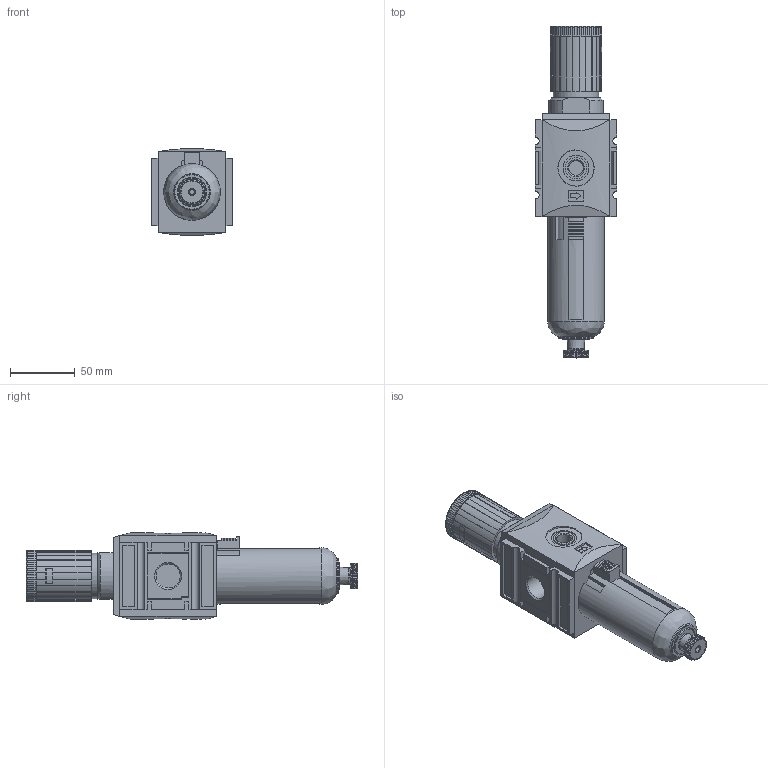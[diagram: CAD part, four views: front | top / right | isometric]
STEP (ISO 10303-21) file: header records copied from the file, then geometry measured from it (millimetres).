
FILE_DESCRIPTION( ( 'STEP AP214' ), ' ' );
FILE_NAME( '92102.EE30.stp', '2016-12-05T13:41:52', ( '' ), ( '' ), ' ', 'PARTsolutions', ' ' );
FILE_SCHEMA( ( 'AUTOMOTIVE_DESIGN { 1 0 10303 214 1 1 1 1 }' ) );
Length unit declared in the file: millimetre
Products named in the file (4): 92102.EE30; _FU 814G 1/2000-1; _FU 814-3; _FU 814_0
Assembly tree (3 placements, depth 2):
  92102.EE30
    _FU 814G 1/2000-1
    _FU 814-3
    _FU 814_0
Bounding box: 63 x 257 x 67.13 mm (x, y, z)
Volume: 513086.5 mm3; surface area: 66151.5 mm2
Topology: 3 solids, 3 shells, 606 faces, 1612 edges, 1052 vertices
Faces by surface type: plane 299, cylinder 230, torus 56, cone 20, bspline 1
Full cylindrical faces by diameter (mm): 4 x1, 9.728 x1, 11.445 x1, 16.5 x2, 18.631 x2, 19.8 x2, 20 x1, 22 x1, 23 x1, 27 x1, 28 x2, 35 x1, 42 x1, 43.8 x1
Entity records: 25077 total; most frequent: CARTESIAN_POINT 5263, ORIENTED_EDGE 3134, DIRECTION 3060, EDGE_CURVE 1567, AXIS2_PLACEMENT_3D 1110, VERTEX_POINT 1043, LINE 840, VECTOR 840
